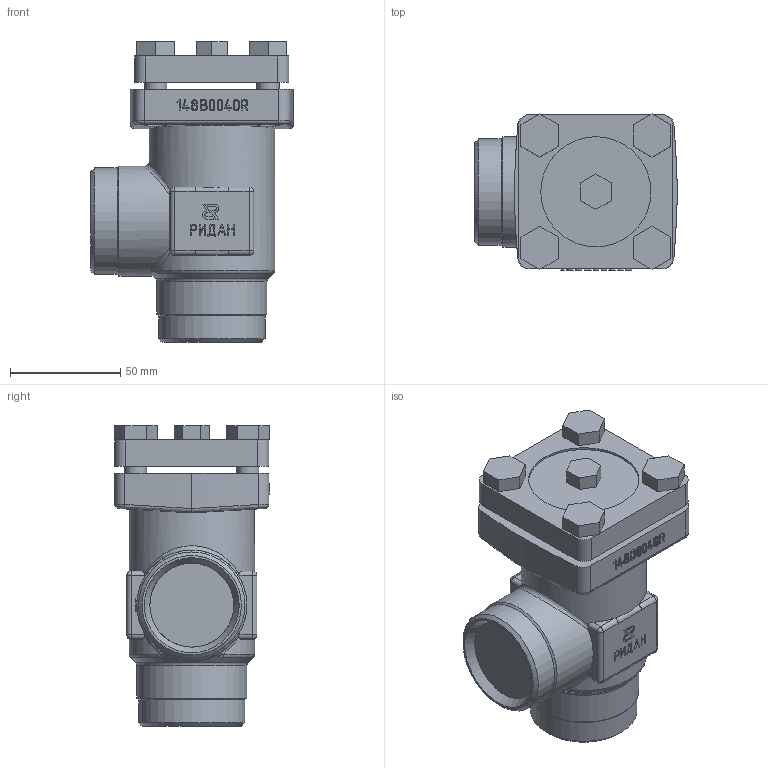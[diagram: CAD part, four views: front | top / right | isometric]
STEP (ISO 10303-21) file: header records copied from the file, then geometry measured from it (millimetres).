
FILE_DESCRIPTION(('TFLEX Exchange Step'),'2;1');
FILE_NAME('148B9040R.stp', '2024-04-24T16:48:03+03:00',('RUCO3378'),('Unknown organisation'),'TFLEX Exchange 2024.2','T-FLEX CAD','Unknown authorisation');
FILE_SCHEMA( ('AP203_CONFIGURATION_CONTROLLED_3D_DESIGN_OF_MECHANICAL_PARTS_AND_ASSEMBLIES_MIM_LF') );
Length unit declared in the file: millimetre
Products named in the file (1): Assembly
Bounding box: 92 x 70.82 x 136.5 mm (x, y, z)
Volume: 267168.5 mm3; surface area: 77551.9 mm2
Topology: 16 solids, 19 shells, 621 faces, 1642 edges, 1073 vertices
Faces by surface type: plane 310, bspline 232, cylinder 60, cone 8, sphere 8, torus 3
Full cylindrical faces by diameter (mm): 8 x2, 10 x12, 38.1 x2, 48.3 x2, 50 x3, 57 x1
Entity records: 24005 total; most frequent: CARTESIAN_POINT 10041, ORIENTED_EDGE 3265, DIRECTION 2113, EDGE_CURVE 1634, VERTEX_POINT 1074, VECTOR 987, LINE 987, EDGE_LOOP 685
